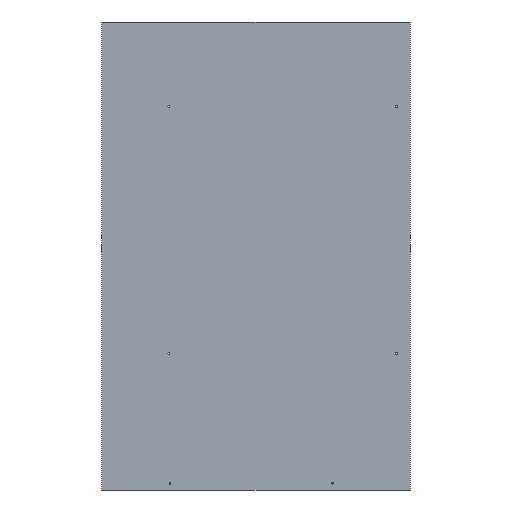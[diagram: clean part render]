
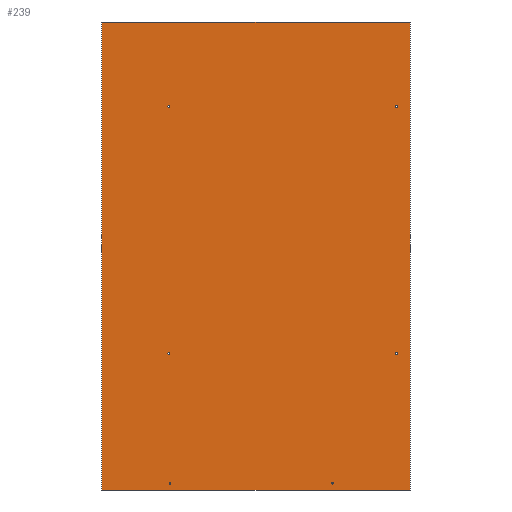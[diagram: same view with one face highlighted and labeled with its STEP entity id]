
A CAD part, front view. The second image highlights one B-rep face of the part: STEP entity #239.
In plain terms, the highlighted planar face has unit normal (0, -1, 0).
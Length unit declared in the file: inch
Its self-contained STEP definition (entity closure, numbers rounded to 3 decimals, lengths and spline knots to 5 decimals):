
#17=LINE('',#365,#29);
#20=LINE('',#371,#32);
#23=LINE('',#377,#35);
#27=LINE('',#384,#39);
#29=VECTOR('',#308,23.75);
#32=VECTOR('',#313,36.);
#35=VECTOR('',#318,23.75);
#39=VECTOR('',#326,36.);
#44=PLANE('',#265);
#58=FACE_BOUND('',#99,.T.);
#59=FACE_BOUND('',#100,.T.);
#60=FACE_BOUND('',#101,.T.);
#61=FACE_BOUND('',#102,.T.);
#62=FACE_BOUND('',#103,.T.);
#63=FACE_BOUND('',#104,.T.);
#74=FACE_OUTER_BOUND('',#98,.T.);
#98=EDGE_LOOP('',(#196,#197,#198,#199));
#99=EDGE_LOOP('',(#200));
#100=EDGE_LOOP('',(#201));
#101=EDGE_LOOP('',(#202));
#102=EDGE_LOOP('',(#203));
#103=EDGE_LOOP('',(#204));
#104=EDGE_LOOP('',(#205));
#107=CIRCLE('',#245,0.064);
#109=CIRCLE('',#248,0.064);
#111=CIRCLE('',#251,0.064);
#113=CIRCLE('',#254,0.064);
#115=CIRCLE('',#257,0.064);
#117=CIRCLE('',#260,0.064);
#119=VERTEX_POINT('',#333);
#121=VERTEX_POINT('',#338);
#123=VERTEX_POINT('',#343);
#125=VERTEX_POINT('',#348);
#127=VERTEX_POINT('',#353);
#129=VERTEX_POINT('',#358);
#130=VERTEX_POINT('',#361);
#132=VERTEX_POINT('',#364);
#134=VERTEX_POINT('',#370);
#136=VERTEX_POINT('',#376);
#139=EDGE_CURVE('',#119,#119,#107,.T.);
#141=EDGE_CURVE('',#121,#121,#109,.T.);
#143=EDGE_CURVE('',#123,#123,#111,.T.);
#145=EDGE_CURVE('',#125,#125,#113,.T.);
#147=EDGE_CURVE('',#127,#127,#115,.T.);
#149=EDGE_CURVE('',#129,#129,#117,.T.);
#151=EDGE_CURVE('',#132,#130,#17,.T.);
#154=EDGE_CURVE('',#132,#134,#20,.T.);
#157=EDGE_CURVE('',#134,#136,#23,.T.);
#161=EDGE_CURVE('',#130,#136,#27,.T.);
#196=ORIENTED_EDGE('',*,*,#151,.T.);
#197=ORIENTED_EDGE('',*,*,#161,.T.);
#198=ORIENTED_EDGE('',*,*,#157,.F.);
#199=ORIENTED_EDGE('',*,*,#154,.F.);
#200=ORIENTED_EDGE('',*,*,#139,.F.);
#201=ORIENTED_EDGE('',*,*,#141,.F.);
#202=ORIENTED_EDGE('',*,*,#143,.F.);
#203=ORIENTED_EDGE('',*,*,#145,.F.);
#204=ORIENTED_EDGE('',*,*,#147,.F.);
#205=ORIENTED_EDGE('',*,*,#149,.F.);
#239=ADVANCED_FACE('',(#74,#58,#59,#60,#61,#62,#63),#44,.F.);
#245=AXIS2_PLACEMENT_3D('',#334,#273,#274);
#248=AXIS2_PLACEMENT_3D('',#339,#279,#280);
#251=AXIS2_PLACEMENT_3D('',#344,#285,#286);
#254=AXIS2_PLACEMENT_3D('',#349,#291,#292);
#257=AXIS2_PLACEMENT_3D('',#354,#297,#298);
#260=AXIS2_PLACEMENT_3D('',#359,#303,#304);
#265=AXIS2_PLACEMENT_3D('',#383,#324,#325);
#273=DIRECTION('center_axis',(0.,-1.,0.));
#274=DIRECTION('ref_axis',(0.,0.,-1.));
#279=DIRECTION('center_axis',(0.,-1.,0.));
#280=DIRECTION('ref_axis',(0.,0.,-1.));
#285=DIRECTION('center_axis',(0.,-1.,0.));
#286=DIRECTION('ref_axis',(0.,0.,-1.));
#291=DIRECTION('center_axis',(0.,-1.,0.));
#292=DIRECTION('ref_axis',(0.,0.,-1.));
#297=DIRECTION('center_axis',(0.,-1.,0.));
#298=DIRECTION('ref_axis',(0.,0.,-1.));
#303=DIRECTION('center_axis',(0.,-1.,0.));
#304=DIRECTION('ref_axis',(0.,0.,-1.));
#308=DIRECTION('',(-1.,0.,0.));
#313=DIRECTION('',(0.,0.,-1.));
#318=DIRECTION('',(-1.,0.,0.));
#324=DIRECTION('center_axis',(0.,1.,0.));
#325=DIRECTION('ref_axis',(0.,0.,1.));
#326=DIRECTION('',(0.,0.,-1.));
#333=CARTESIAN_POINT('',(-6.5625,0.,-17.544));
#334=CARTESIAN_POINT('Origin',(-6.5625,0.,-17.48));
#338=CARTESIAN_POINT('',(5.9375,0.,-17.544));
#339=CARTESIAN_POINT('Origin',(5.9375,0.,-17.48));
#343=CARTESIAN_POINT('',(10.87506,0.,-7.564));
#344=CARTESIAN_POINT('Origin',(10.87506,0.,-7.5));
#348=CARTESIAN_POINT('',(10.87506,0.,11.436));
#349=CARTESIAN_POINT('Origin',(10.87506,0.,11.5));
#353=CARTESIAN_POINT('',(-6.6525,0.,-7.564));
#354=CARTESIAN_POINT('Origin',(-6.6525,0.,-7.5));
#358=CARTESIAN_POINT('',(-6.6525,0.,11.436));
#359=CARTESIAN_POINT('Origin',(-6.6525,0.,11.5));
#361=CARTESIAN_POINT('',(-11.8125,0.,18.));
#364=CARTESIAN_POINT('',(11.9375,0.,18.));
#365=CARTESIAN_POINT('',(0.,0.,18.));
#370=CARTESIAN_POINT('',(11.9375,0.,-18.));
#371=CARTESIAN_POINT('',(11.9375,0.,0.));
#376=CARTESIAN_POINT('',(-11.8125,0.,-18.));
#377=CARTESIAN_POINT('',(0.,0.,-18.));
#383=CARTESIAN_POINT('Origin',(0.,0.,0.));
#384=CARTESIAN_POINT('',(-11.8125,0.,18.));
